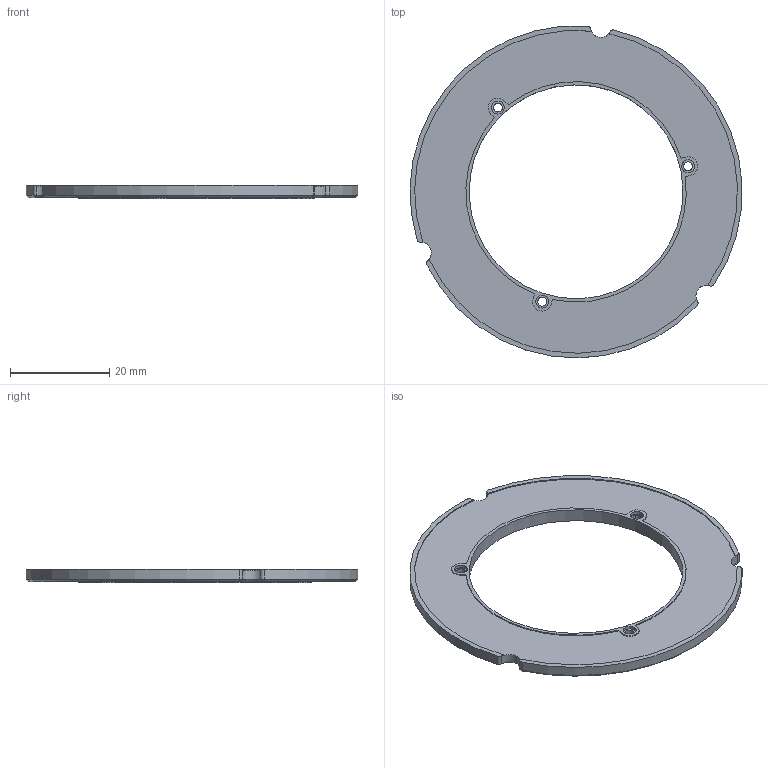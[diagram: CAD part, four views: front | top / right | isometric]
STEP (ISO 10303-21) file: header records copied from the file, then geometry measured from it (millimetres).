
FILE_DESCRIPTION(('Creo Elements/Direct Modeling STEP Export'),'2;1');
FILE_NAME('LA-OPR-S70-43.stp','2016-12-02T17:29:27',(''),(''),'PTC Creo Elements/Direct Modeling STEP processor for AP214 (Solid Model)','PTC Creo Elements/Direct Modeling 19.0 09-May-2014 (C) Parametric Technology GmbH','');
FILE_SCHEMA(('AUTOMOTIVE_DESIGN { 1 0 10303 214 1 1 1 1 }'));
Length unit declared in the file: millimetre
Products named in the file (1): LA-OPR-S70-43
Bounding box: 66.74 x 66.72 x 2.7 mm (x, y, z)
Volume: 4724.4 mm3; surface area: 5035.8 mm2
Topology: 1 solids, 1 shells, 75 faces, 193 edges, 125 vertices
Faces by surface type: cylinder 47, plane 16, cone 12
Entity records: 2240 total; most frequent: DIRECTION 406, ORIENTED_EDGE 386, CARTESIAN_POINT 368, EDGE_CURVE 193, AXIS2_PLACEMENT_3D 163, VERTEX_POINT 125, CIRCLE 93, EDGE_LOOP 88
